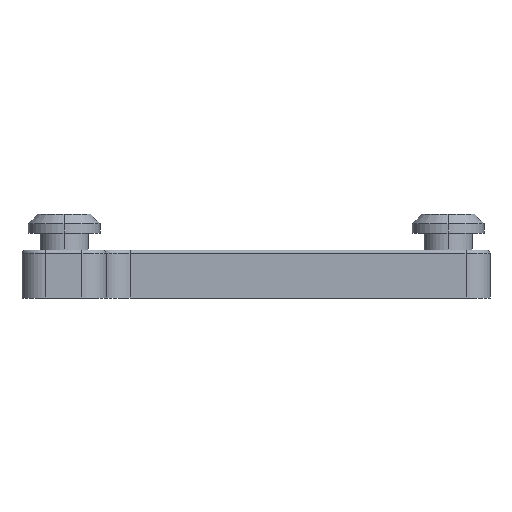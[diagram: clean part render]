
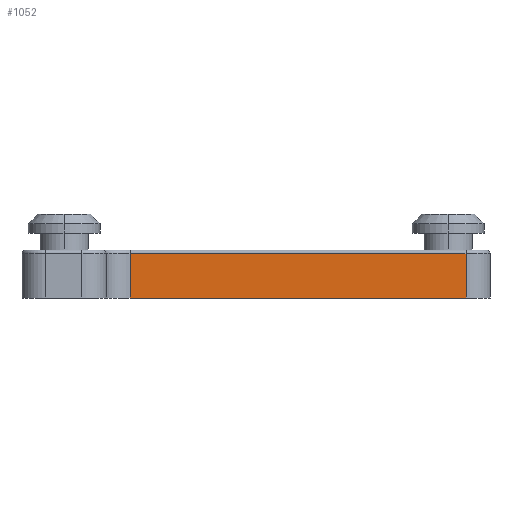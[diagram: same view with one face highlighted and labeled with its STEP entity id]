
A CAD part, left-side view. The second image highlights one B-rep face of the part: STEP entity #1052.
In plain terms, the highlighted planar face has unit normal (-1, 0, 0).
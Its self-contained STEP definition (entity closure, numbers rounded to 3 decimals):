
#36 = VECTOR ( 'NONE', #1302, 1000. ) ;
#470 = EDGE_LOOP ( 'NONE', ( #2287, #3200, #3615, #2033 ) ) ;
#643 = DIRECTION ( 'NONE',  ( 0., 1., 0. ) ) ;
#664 = VERTEX_POINT ( 'NONE', #2047 ) ;
#731 = DIRECTION ( 'NONE',  ( 0., 0., 1. ) ) ;
#850 = VECTOR ( 'NONE', #643, 1000. ) ;
#1019 = CARTESIAN_POINT ( 'NONE',  ( -17.5, -87.5, 0. ) ) ;
#1052 = ADVANCED_FACE ( 'NONE', ( #2650 ), #2054, .F. ) ;
#1302 = DIRECTION ( 'NONE',  ( 0., 0., 1. ) ) ;
#1319 = LINE ( 'NONE', #1770, #1738 ) ;
#1679 = VERTEX_POINT ( 'NONE', #3324 ) ;
#1719 = DIRECTION ( 'NONE',  ( 0., 1., 0. ) ) ;
#1738 = VECTOR ( 'NONE', #1719, 1000. ) ;
#1770 = CARTESIAN_POINT ( 'NONE',  ( -17.5, -97.5, 0. ) ) ;
#1777 = DIRECTION ( 'NONE',  ( 0., 0., -1. ) ) ;
#1837 = VECTOR ( 'NONE', #731, 1000. ) ;
#2033 = ORIENTED_EDGE ( 'NONE', *, *, #2185, .F. ) ;
#2047 = CARTESIAN_POINT ( 'NONE',  ( -17.5, 52.5, 18.5 ) ) ;
#2054 = PLANE ( 'NONE',  #3707 ) ;
#2185 = EDGE_CURVE ( 'NONE', #1679, #2513, #1319, .T. ) ;
#2264 = LINE ( 'NONE', #3123, #36 ) ;
#2287 = ORIENTED_EDGE ( 'NONE', *, *, #2577, .T. ) ;
#2483 = EDGE_CURVE ( 'NONE', #2702, #664, #3926, .T. ) ;
#2513 = VERTEX_POINT ( 'NONE', #3683 ) ;
#2577 = EDGE_CURVE ( 'NONE', #1679, #2702, #3454, .T. ) ;
#2650 = FACE_OUTER_BOUND ( 'NONE', #470, .T. ) ;
#2702 = VERTEX_POINT ( 'NONE', #3181 ) ;
#2927 = EDGE_CURVE ( 'NONE', #2513, #664, #2264, .T. ) ;
#3108 = CARTESIAN_POINT ( 'NONE',  ( -17.5, 52.5, 18.5 ) ) ;
#3123 = CARTESIAN_POINT ( 'NONE',  ( -17.5, 52.5, 0. ) ) ;
#3181 = CARTESIAN_POINT ( 'NONE',  ( -17.5, -87.5, 18.5 ) ) ;
#3200 = ORIENTED_EDGE ( 'NONE', *, *, #2483, .T. ) ;
#3259 = CARTESIAN_POINT ( 'NONE',  ( -17.5, -97.5, 0. ) ) ;
#3312 = DIRECTION ( 'NONE',  ( 1., 0., 0. ) ) ;
#3324 = CARTESIAN_POINT ( 'NONE',  ( -17.5, -87.5, 0. ) ) ;
#3454 = LINE ( 'NONE', #1019, #1837 ) ;
#3615 = ORIENTED_EDGE ( 'NONE', *, *, #2927, .F. ) ;
#3683 = CARTESIAN_POINT ( 'NONE',  ( -17.5, 52.5, 0. ) ) ;
#3707 = AXIS2_PLACEMENT_3D ( 'NONE', #3259, #3312, #1777 ) ;
#3926 = LINE ( 'NONE', #3108, #850 ) ;
